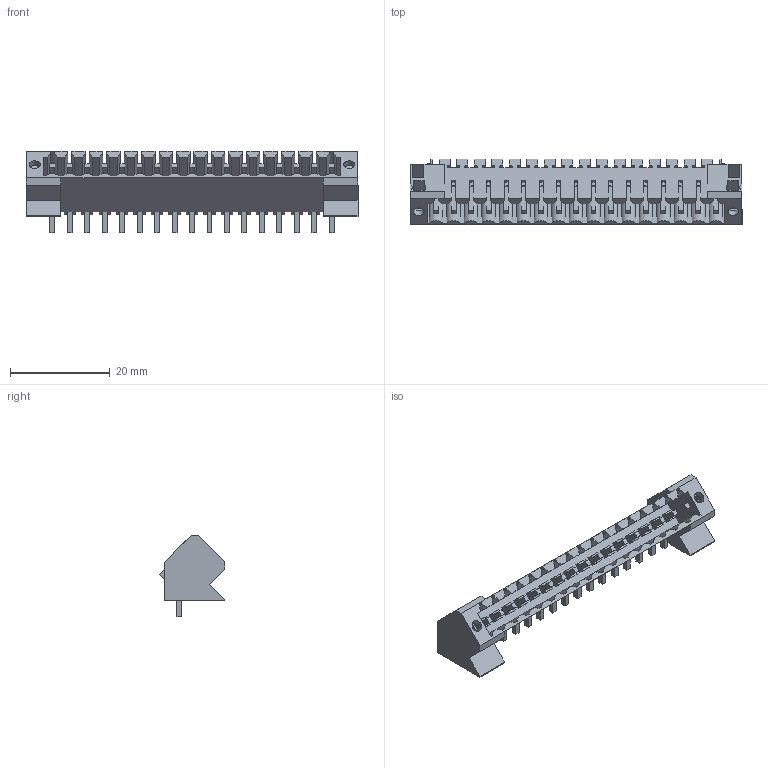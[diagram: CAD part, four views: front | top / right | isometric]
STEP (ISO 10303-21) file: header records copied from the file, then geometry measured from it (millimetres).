
FILE_DESCRIPTION(('CATIA V5 STEP Exchange','CAx-IF Rec.Pracs.--- Model Styling and Organization---1.2---2011-12-15'),'2;1');
FILE_NAME ('D1446375_0_1003670000_1003670000.stp','2018-03-23T12:12:32+00:00',('none'),('Weidmueller'),'CATIA Version 5-6 Release 2014','CATIA V5 STEP AP214','none');
FILE_SCHEMA(('AUTOMOTIVE_DESIGN { 1 0 10303 214 1 1 1 1 }'));
Length unit declared in the file: millimetre
Products named in the file (1): 1003670000
Bounding box: 66.45 x 13.15 x 16.23 mm (x, y, z)
Volume: 2794.9 mm3; surface area: 6757.1 mm2
Topology: 18 solids, 18 shells, 948 faces, 2869 edges, 1968 vertices
Faces by surface type: plane 927, cylinder 21
Entity records: 29173 total; most frequent: ORIENTED_EDGE 5738, CARTESIAN_POINT 5290, DIRECTION 3693, EDGE_CURVE 2869, VECTOR 2823, LINE 2823, VERTEX_POINT 1968, EDGE_LOOP 1009
